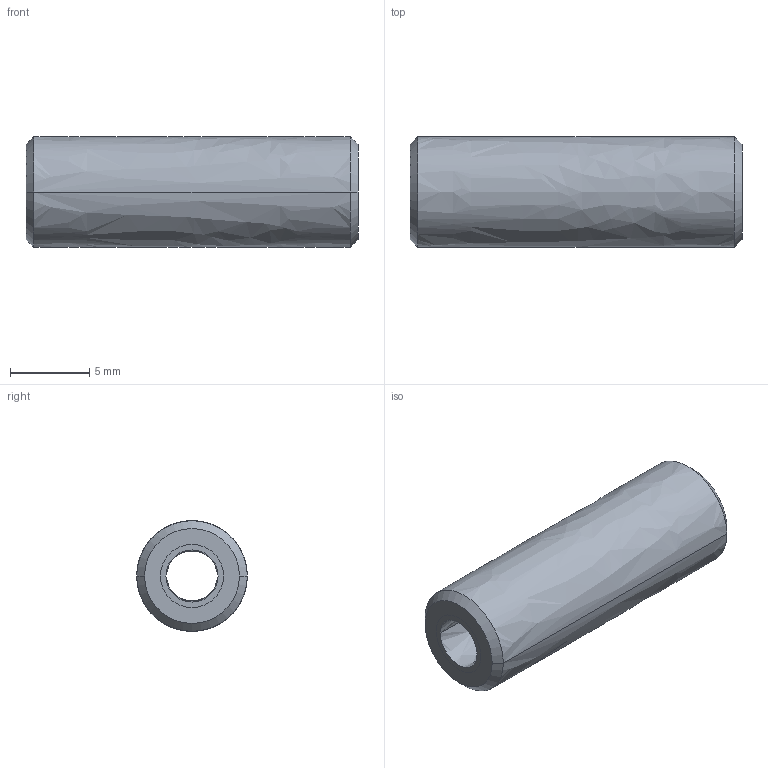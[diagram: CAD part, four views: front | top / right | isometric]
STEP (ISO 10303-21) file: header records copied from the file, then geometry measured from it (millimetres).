
FILE_DESCRIPTION((''),'2;1');
FILE_NAME('100157_INSERT','2022-07-12T',('Administrateur'),(''),'PRO/ENGINEER BY PARAMETRIC TECHNOLOGY CORPORATION, 2004090','PRO/ENGINEER BY PARAMETRIC TECHNOLOGY CORPORATION, 2004090','');
FILE_SCHEMA(('CONFIG_CONTROL_DESIGN','SHAPE_APPEARANCE_LAYERS_GROUPS'));
Length unit declared in the file: millimetre
Products named in the file (1): 100157_INSERT
Bounding box: 21 x 7 x 7 mm (x, y, z)
Volume: 624.9 mm3; surface area: 1869.9 mm2
Topology: 1 solids, 3 shells, 22 faces, 44 edges, 28 vertices
Faces by surface type: bspline 22
Entity records: 1205 total; most frequent: CARTESIAN_POINT 545, COLOUR_RGB 194, ORIENTED_EDGE 88, DIRECTION 74, EDGE_CURVE 44, AXIS2_PLACEMENT_3D 29, VERTEX_POINT 28, EDGE_LOOP 28
